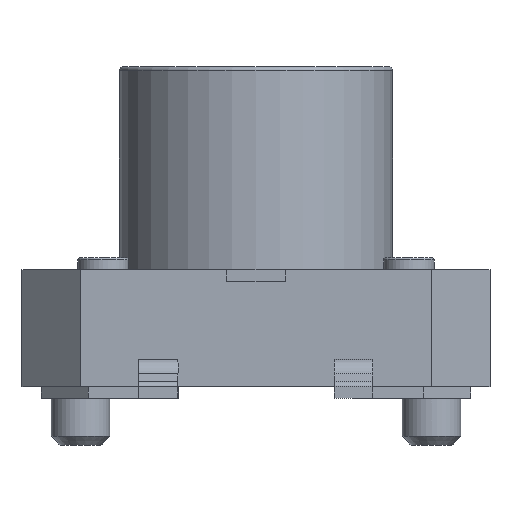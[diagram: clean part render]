
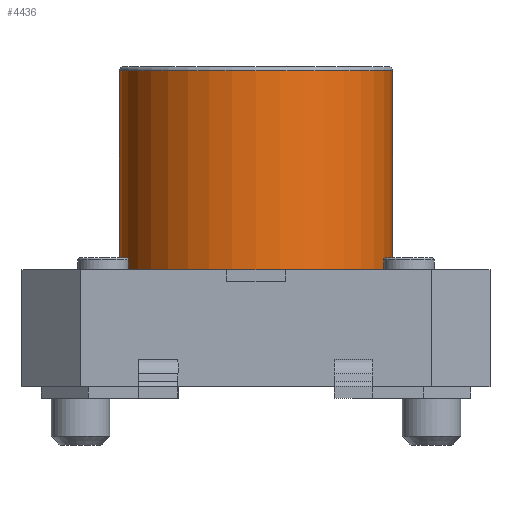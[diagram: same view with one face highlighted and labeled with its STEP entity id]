
A CAD part, left-side view. The second image highlights one B-rep face of the part: STEP entity #4436.
In plain terms, the highlighted cylindrical face has radius 3.5 mm (diameter 7 mm), a full revolution.
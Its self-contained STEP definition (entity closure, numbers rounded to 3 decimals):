
#4336 = EDGE_CURVE('',#4337,#4337,#4339,.T.);
#4337 = VERTEX_POINT('',#4338);
#4338 = CARTESIAN_POINT('',(0.,3.5,3.));
#4339 = CIRCLE('',#4340,3.5);
#4340 = AXIS2_PLACEMENT_3D('',#4341,#4342,#4343);
#4341 = CARTESIAN_POINT('',(0.,0.,3.));
#4342 = DIRECTION('',(0.,0.,1.));
#4343 = DIRECTION('',(0.,1.,0.));
#4436 = ADVANCED_FACE('',(#4437),#4456,.T.);
#4437 = FACE_BOUND('',#4438,.F.);
#4438 = EDGE_LOOP('',(#4439,#4448,#4454,#4455));
#4439 = ORIENTED_EDGE('',*,*,#4440,.T.);
#4440 = EDGE_CURVE('',#4441,#4441,#4443,.T.);
#4441 = VERTEX_POINT('',#4442);
#4442 = CARTESIAN_POINT('',(0.,3.5,8.4));
#4443 = CIRCLE('',#4444,3.5);
#4444 = AXIS2_PLACEMENT_3D('',#4445,#4446,#4447);
#4445 = CARTESIAN_POINT('',(0.,0.,8.4)
);
#4446 = DIRECTION('',(0.,0.,1.));
#4447 = DIRECTION('',(0.,1.,0.));
#4448 = ORIENTED_EDGE('',*,*,#4449,.F.);
#4449 = EDGE_CURVE('',#4337,#4441,#4450,.T.);
#4450 = LINE('',#4451,#4452);
#4451 = CARTESIAN_POINT('',(0.,3.5,3.));
#4452 = VECTOR('',#4453,1.);
#4453 = DIRECTION('',(0.,0.,1.));
#4454 = ORIENTED_EDGE('',*,*,#4336,.F.);
#4455 = ORIENTED_EDGE('',*,*,#4449,.T.);
#4456 = CYLINDRICAL_SURFACE('',#4457,3.5);
#4457 = AXIS2_PLACEMENT_3D('',#4458,#4459,#4460);
#4458 = CARTESIAN_POINT('',(0.,0.,3.));
#4459 = DIRECTION('',(0.,0.,-1.));
#4460 = DIRECTION('',(0.,1.,0.));
